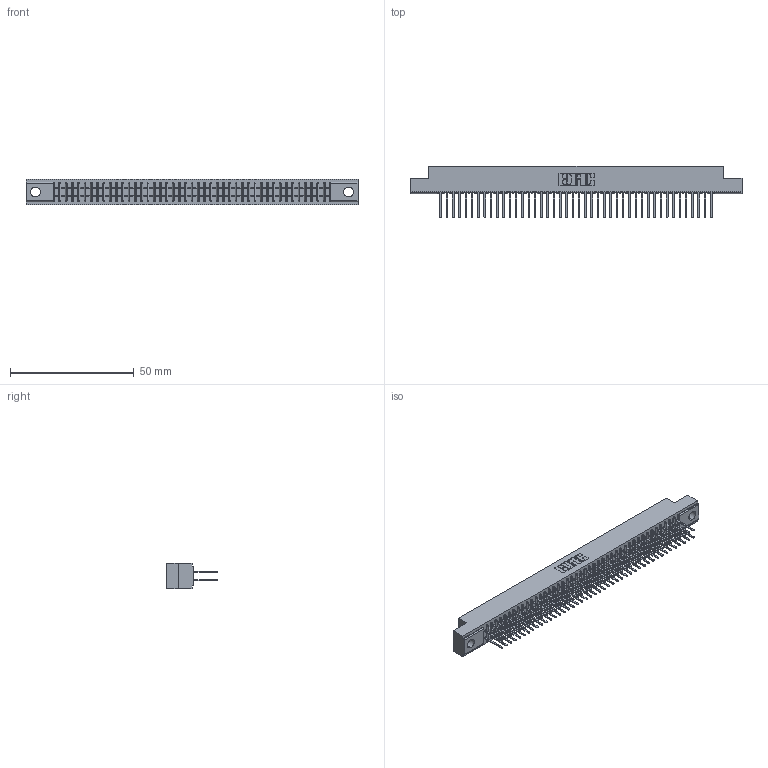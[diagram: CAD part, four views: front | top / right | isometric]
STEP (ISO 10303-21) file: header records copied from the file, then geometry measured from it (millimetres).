
FILE_DESCRIPTION (( 'STEP AP203' ), '1' );
FILE_NAME ('341-088-522-204.STEP', '2018-08-07T23:36:11', ( '' ), ( '' ), 'SwSTEP 2.0', 'SolidWorks 2016', '' );
FILE_SCHEMA (( 'CONFIG_CONTROL_DESIGN' ));
Length unit declared in the file: inch
Products named in the file (3): 341 Part_.156 (3.96) Dia Mounting Holes; 341-292-001_341-292-122; 341-088-522-204
Assembly tree (89 placements, depth 2):
  341-088-522-204
    341 Part_.156 (3.96) Dia Mounting Holes
    341-292-001_341-292-122  x88
Bounding box: 133.99 x 20.62 x 10.16 mm (x, y, z)
Volume: 9910.5 mm3; surface area: 18330.1 mm2
Topology: 89 solids, 89 shells, 5938 faces, 17204 edges, 11142 vertices
Faces by surface type: plane 3602, cylinder 2160, sphere 90, torus 86
Entity records: 53401 total; most frequent: CARTESIAN_POINT 8882, ORIENTED_EDGE 8824, DIRECTION 8610, EDGE_CURVE 4412, VECTOR 3574, LINE 3574, VERTEX_POINT 2790, AXIS2_PLACEMENT_3D 2518
